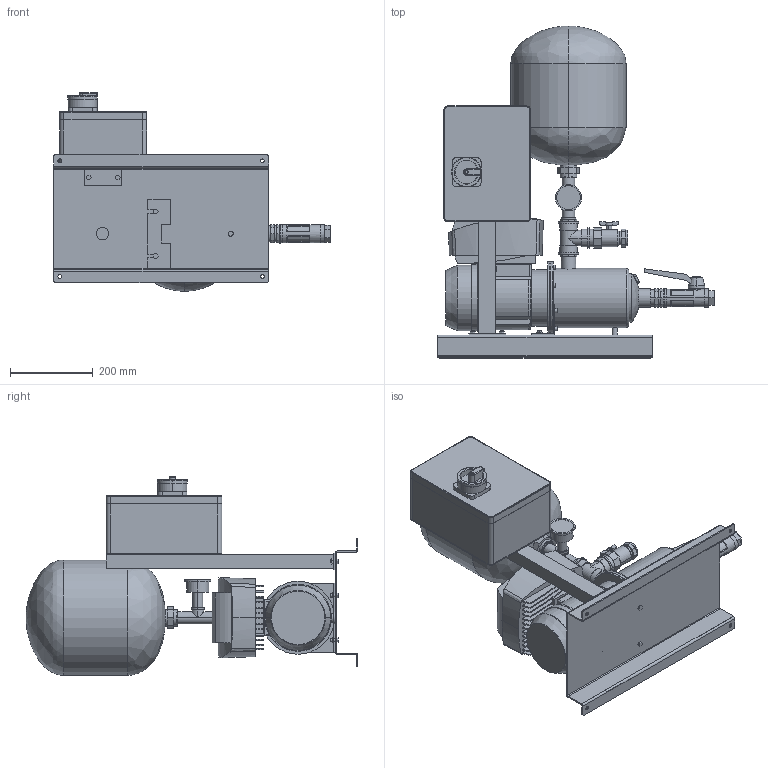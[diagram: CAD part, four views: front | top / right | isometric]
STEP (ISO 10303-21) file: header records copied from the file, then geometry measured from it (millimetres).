
FILE_DESCRIPTION (( 'STEP AP214' ), '1' );
FILE_NAME ('1EH_5-7_TE_ZB00042869.STEP', '2022-07-17T13:43:31', ( '' ), ( '' ), 'SwSTEP 2.0', 'SolidWorks 2020', '' );
FILE_SCHEMA (( 'AUTOMOTIVE_DESIGN' ));
Length unit declared in the file: millimetre
Products named in the file (1): 1EH_5-7_TE_ZB00042869
Bounding box: 669.6 x 803 x 481 mm (x, y, z)
Volume: 31761710.6 mm3; surface area: 2336921.3 mm2
Topology: 30 solids, 30 shells, 869 faces, 2076 edges, 1352 vertices
Faces by surface type: plane 470, cylinder 300, cone 57, torus 22, bspline 14, sphere 6
Entity records: 39210 total; most frequent: CARTESIAN_POINT 8840, DIRECTION 4291, ORIENTED_EDGE 4144, EDGE_CURVE 2072, AXIS2_PLACEMENT_3D 1522, VERTEX_POINT 1352, LINE 1247, VECTOR 1247
